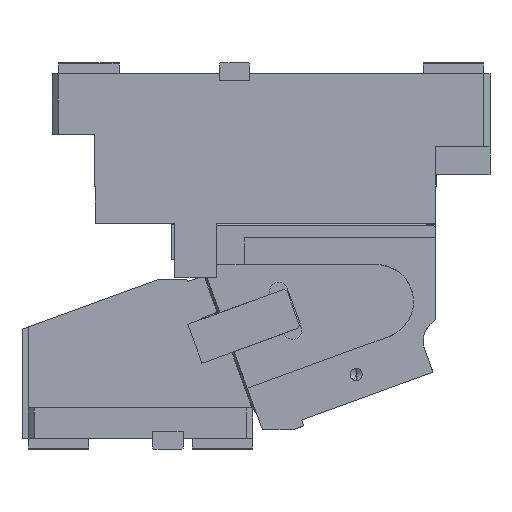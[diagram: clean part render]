
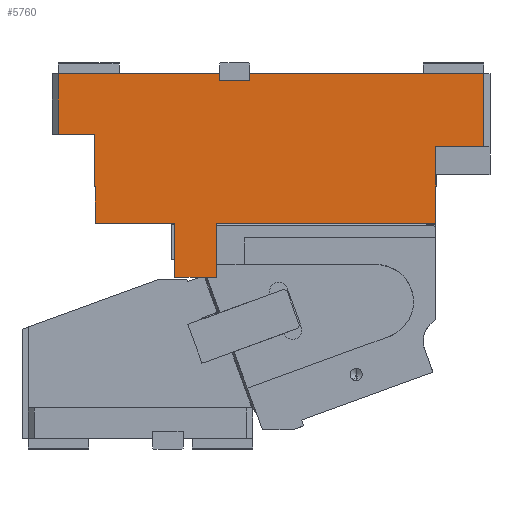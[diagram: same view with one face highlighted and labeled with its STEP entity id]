
A CAD part, front view. The second image highlights one B-rep face of the part: STEP entity #5760.
In plain terms, the highlighted planar face has unit normal (0, -1, 0).
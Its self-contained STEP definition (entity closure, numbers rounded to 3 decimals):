
#1254=CARTESIAN_POINT('Vertex',(5.,-100.,0.)) ;
#1257=CARTESIAN_POINT('Line Origine',(71.25,-100.,0.)) ;
#1261=CARTESIAN_POINT('Vertex',(137.5,-100.,0.)) ;
#1469=CARTESIAN_POINT('Vertex',(5.,-100.,-50.)) ;
#1472=CARTESIAN_POINT('Line Origine',(5.,-100.,-25.)) ;
#1500=CARTESIAN_POINT('Vertex',(35.,-100.,-50.)) ;
#1503=CARTESIAN_POINT('Line Origine',(20.,-100.,-50.)) ;
#2248=CARTESIAN_POINT('Vertex',(35.27,-100.,-123.08)) ;
#2251=CARTESIAN_POINT('Line Origine',(35.27,-100.,-108.08)) ;
#2255=CARTESIAN_POINT('Vertex',(35.27,-100.,-93.08)) ;
#2412=CARTESIAN_POINT('Vertex',(100.77,-100.,-123.08)) ;
#2415=CARTESIAN_POINT('Line Origine',(68.02,-100.,-123.08)) ;
#2434=CARTESIAN_POINT('Vertex',(315.27,-100.,-123.08)) ;
#2437=CARTESIAN_POINT('Line Origine',(225.02,-100.,-123.08)) ;
#2441=CARTESIAN_POINT('Vertex',(134.77,-100.,-123.08)) ;
#2683=CARTESIAN_POINT('Vertex',(355.,-100.,0.)) ;
#2826=CARTESIAN_POINT('Vertex',(162.5,-100.,0.)) ;
#2829=CARTESIAN_POINT('Line Origine',(258.75,-100.,0.)) ;
#3340=CARTESIAN_POINT('Line Origine',(137.5,-100.,-3.)) ;
#3344=CARTESIAN_POINT('Vertex',(137.5,-100.,-6.)) ;
#3498=CARTESIAN_POINT('Vertex',(35.,-100.,-93.08)) ;
#3501=CARTESIAN_POINT('Line Origine',(35.,-100.,-71.54)) ;
#3858=CARTESIAN_POINT('Line Origine',(35.135,-100.,-93.08)) ;
#4047=CARTESIAN_POINT('Vertex',(315.27,-100.,-60.1)) ;
#4050=CARTESIAN_POINT('Line Origine',(315.27,-100.,-91.59)) ;
#4164=CARTESIAN_POINT('Vertex',(100.77,-100.,-167.58)) ;
#4167=CARTESIAN_POINT('Line Origine',(100.77,-100.,-145.33)) ;
#4186=CARTESIAN_POINT('Line Origine',(134.77,-100.,-145.33)) ;
#4190=CARTESIAN_POINT('Vertex',(134.77,-100.,-167.58)) ;
#4374=CARTESIAN_POINT('Vertex',(162.5,-100.,-6.)) ;
#4377=CARTESIAN_POINT('Line Origine',(162.5,-100.,-3.)) ;
#4712=CARTESIAN_POINT('Line Origine',(355.,-100.,-30.05)) ;
#4716=CARTESIAN_POINT('Vertex',(355.,-100.,-60.1)) ;
#5221=CARTESIAN_POINT('Line Origine',(150.,-100.,-6.)) ;
#5243=CARTESIAN_POINT('Line Origine',(117.77,-100.,-167.58)) ;
#5260=CARTESIAN_POINT('Line Origine',(335.135,-100.,-60.1)) ;
#5735=CARTESIAN_POINT('Axis2P3D Location',(0.,-100.,0.)) ;
#1258=DIRECTION('Vector Direction',(1.,0.,0.)) ;
#1473=DIRECTION('Vector Direction',(0.,0.,-1.)) ;
#1504=DIRECTION('Vector Direction',(1.,0.,0.)) ;
#2252=DIRECTION('Vector Direction',(0.,0.,1.)) ;
#2416=DIRECTION('Vector Direction',(-1.,0.,0.)) ;
#2438=DIRECTION('Vector Direction',(-1.,0.,0.)) ;
#2830=DIRECTION('Vector Direction',(1.,0.,0.)) ;
#3341=DIRECTION('Vector Direction',(0.,0.,1.)) ;
#3502=DIRECTION('Vector Direction',(0.,0.,-1.)) ;
#3859=DIRECTION('Vector Direction',(-1.,0.,0.)) ;
#4051=DIRECTION('Vector Direction',(0.,0.,-1.)) ;
#4168=DIRECTION('Vector Direction',(0.,0.,1.)) ;
#4187=DIRECTION('Vector Direction',(0.,0.,1.)) ;
#4378=DIRECTION('Vector Direction',(0.,0.,-1.)) ;
#4713=DIRECTION('Vector Direction',(0.,0.,1.)) ;
#5222=DIRECTION('Vector Direction',(-1.,0.,0.)) ;
#5244=DIRECTION('Vector Direction',(1.,0.,0.)) ;
#5261=DIRECTION('Vector Direction',(1.,0.,0.)) ;
#5736=DIRECTION('Axis2P3D Direction',(0.,1.,0.)) ;
#5737=DIRECTION('Axis2P3D XDirection',(0.,0.,1.)) ;
#5738=AXIS2_PLACEMENT_3D('Plane Axis2P3D',#5735,#5736,#5737) ;
#5741=ORIENTED_EDGE('',*,*,#2443,.T.) ;
#5742=ORIENTED_EDGE('',*,*,#4054,.T.) ;
#5743=ORIENTED_EDGE('',*,*,#5264,.T.) ;
#5744=ORIENTED_EDGE('',*,*,#4718,.T.) ;
#5745=ORIENTED_EDGE('',*,*,#2833,.F.) ;
#5746=ORIENTED_EDGE('',*,*,#4381,.F.) ;
#5747=ORIENTED_EDGE('',*,*,#5225,.F.) ;
#5748=ORIENTED_EDGE('',*,*,#3346,.F.) ;
#5749=ORIENTED_EDGE('',*,*,#1263,.F.) ;
#5750=ORIENTED_EDGE('',*,*,#1476,.T.) ;
#5751=ORIENTED_EDGE('',*,*,#1507,.T.) ;
#5752=ORIENTED_EDGE('',*,*,#3505,.T.) ;
#5753=ORIENTED_EDGE('',*,*,#3862,.F.) ;
#5754=ORIENTED_EDGE('',*,*,#2257,.T.) ;
#5755=ORIENTED_EDGE('',*,*,#2419,.T.) ;
#5756=ORIENTED_EDGE('',*,*,#4171,.F.) ;
#5757=ORIENTED_EDGE('',*,*,#5247,.T.) ;
#5758=ORIENTED_EDGE('',*,*,#4192,.T.) ;
#1259=VECTOR('Line Direction',#1258,1.) ;
#1474=VECTOR('Line Direction',#1473,1.) ;
#1505=VECTOR('Line Direction',#1504,1.) ;
#2253=VECTOR('Line Direction',#2252,1.) ;
#2417=VECTOR('Line Direction',#2416,1.) ;
#2439=VECTOR('Line Direction',#2438,1.) ;
#2831=VECTOR('Line Direction',#2830,1.) ;
#3342=VECTOR('Line Direction',#3341,1.) ;
#3503=VECTOR('Line Direction',#3502,1.) ;
#3860=VECTOR('Line Direction',#3859,1.) ;
#4052=VECTOR('Line Direction',#4051,1.) ;
#4169=VECTOR('Line Direction',#4168,1.) ;
#4188=VECTOR('Line Direction',#4187,1.) ;
#4379=VECTOR('Line Direction',#4378,1.) ;
#4714=VECTOR('Line Direction',#4713,1.) ;
#5223=VECTOR('Line Direction',#5222,1.) ;
#5245=VECTOR('Line Direction',#5244,1.) ;
#5262=VECTOR('Line Direction',#5261,1.) ;
#5760=ADVANCED_FACE('CAM HOLDER',(#5759),#5739,.F.) ;
#1263=EDGE_CURVE('',#1255,#1262,#1260,.T.) ;
#1476=EDGE_CURVE('',#1255,#1470,#1475,.T.) ;
#1507=EDGE_CURVE('',#1470,#1501,#1506,.T.) ;
#2257=EDGE_CURVE('',#2256,#2249,#2254,.F.) ;
#2419=EDGE_CURVE('',#2249,#2413,#2418,.F.) ;
#2443=EDGE_CURVE('',#2442,#2435,#2440,.F.) ;
#2833=EDGE_CURVE('',#2827,#2684,#2832,.T.) ;
#3346=EDGE_CURVE('',#1262,#3345,#3343,.F.) ;
#3505=EDGE_CURVE('',#1501,#3499,#3504,.T.) ;
#3862=EDGE_CURVE('',#2256,#3499,#3861,.T.) ;
#4054=EDGE_CURVE('',#2435,#4048,#4053,.F.) ;
#4171=EDGE_CURVE('',#4165,#2413,#4170,.T.) ;
#4192=EDGE_CURVE('',#4191,#2442,#4189,.T.) ;
#4381=EDGE_CURVE('',#4375,#2827,#4380,.F.) ;
#4718=EDGE_CURVE('',#4717,#2684,#4715,.T.) ;
#5225=EDGE_CURVE('',#3345,#4375,#5224,.F.) ;
#5247=EDGE_CURVE('',#4165,#4191,#5246,.T.) ;
#5264=EDGE_CURVE('',#4048,#4717,#5263,.T.) ;
#5740=EDGE_LOOP('',(#5741,#5742,#5743,#5744,#5745,#5746,#5747,#5748,#5749,#5750,#5751,#5752,#5753,#5754,#5755,#5756,#5757,#5758)) ;
#5759=FACE_OUTER_BOUND('',#5740,.T.) ;
#1260=LINE('Line',#1257,#1259) ;
#1475=LINE('Line',#1472,#1474) ;
#1506=LINE('Line',#1503,#1505) ;
#2254=LINE('Line',#2251,#2253) ;
#2418=LINE('Line',#2415,#2417) ;
#2440=LINE('Line',#2437,#2439) ;
#2832=LINE('Line',#2829,#2831) ;
#3343=LINE('Line',#3340,#3342) ;
#3504=LINE('Line',#3501,#3503) ;
#3861=LINE('Line',#3858,#3860) ;
#4053=LINE('Line',#4050,#4052) ;
#4170=LINE('Line',#4167,#4169) ;
#4189=LINE('Line',#4186,#4188) ;
#4380=LINE('Line',#4377,#4379) ;
#4715=LINE('Line',#4712,#4714) ;
#5224=LINE('Line',#5221,#5223) ;
#5246=LINE('Line',#5243,#5245) ;
#5263=LINE('Line',#5260,#5262) ;
#5739=PLANE('Plane',#5738) ;
#1255=VERTEX_POINT('',#1254) ;
#1262=VERTEX_POINT('',#1261) ;
#1470=VERTEX_POINT('',#1469) ;
#1501=VERTEX_POINT('',#1500) ;
#2249=VERTEX_POINT('',#2248) ;
#2256=VERTEX_POINT('',#2255) ;
#2413=VERTEX_POINT('',#2412) ;
#2435=VERTEX_POINT('',#2434) ;
#2442=VERTEX_POINT('',#2441) ;
#2684=VERTEX_POINT('',#2683) ;
#2827=VERTEX_POINT('',#2826) ;
#3345=VERTEX_POINT('',#3344) ;
#3499=VERTEX_POINT('',#3498) ;
#4048=VERTEX_POINT('',#4047) ;
#4165=VERTEX_POINT('',#4164) ;
#4191=VERTEX_POINT('',#4190) ;
#4375=VERTEX_POINT('',#4374) ;
#4717=VERTEX_POINT('',#4716) ;
